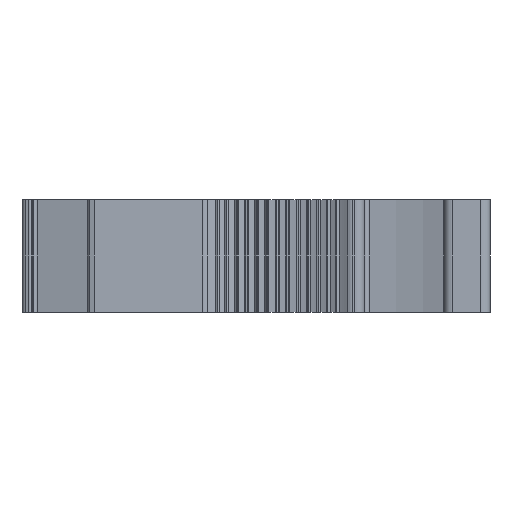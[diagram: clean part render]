
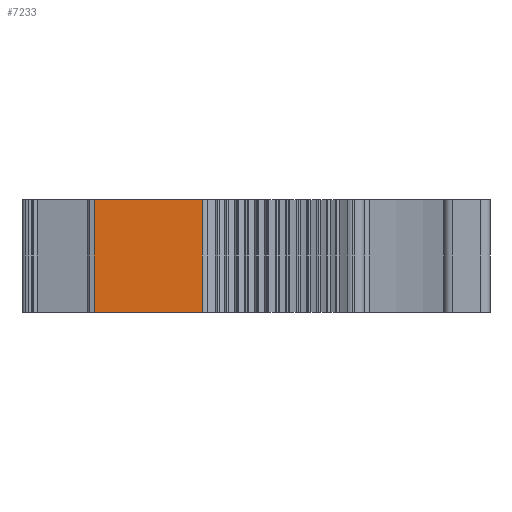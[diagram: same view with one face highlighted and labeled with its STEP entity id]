
A CAD part, left-side view. The second image highlights one B-rep face of the part: STEP entity #7233.
In plain terms, the highlighted planar face has unit normal (-1, 0, 0).
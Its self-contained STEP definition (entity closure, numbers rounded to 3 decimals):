
#2456=DIRECTION('',(0.,-1.,0.));
#2457=VECTOR('',#2456,11.652);
#2458=CARTESIAN_POINT('',(-35.7,17.479,6.1));
#2459=LINE('',#2458,#2457);
#2460=DIRECTION('',(0.,-1.,0.));
#2461=VECTOR('',#2460,11.652);
#2462=CARTESIAN_POINT('',(-35.7,17.479,-6.1));
#2463=LINE('',#2462,#2461);
#2464=DIRECTION('',(0.,0.,1.));
#2465=VECTOR('',#2464,12.2);
#2466=CARTESIAN_POINT('',(-35.7,17.479,-6.1));
#2467=LINE('',#2466,#2465);
#2478=DIRECTION('',(0.,0.,1.));
#2479=VECTOR('',#2478,12.2);
#2480=CARTESIAN_POINT('',(-35.7,5.827,-6.1));
#2481=LINE('',#2480,#2479);
#3951=CARTESIAN_POINT('',(-35.7,17.479,6.1));
#3952=VERTEX_POINT('',#3951);
#3953=CARTESIAN_POINT('',(-35.7,17.479,-6.1));
#3954=VERTEX_POINT('',#3953);
#3955=CARTESIAN_POINT('',(-35.7,5.827,6.1));
#3956=VERTEX_POINT('',#3955);
#3957=CARTESIAN_POINT('',(-35.7,5.827,-6.1));
#3958=VERTEX_POINT('',#3957);
#7220=CARTESIAN_POINT('',(-35.7,17.479,-25.));
#7221=DIRECTION('',(-1.,0.,0.));
#7222=DIRECTION('',(0.,-1.,0.));
#7223=AXIS2_PLACEMENT_3D('',#7220,#7221,#7222);
#7224=PLANE('',#7223);
#7225=ORIENTED_EDGE('',*,*,#4363,.T.);
#7227=ORIENTED_EDGE('',*,*,#7226,.F.);
#7229=ORIENTED_EDGE('',*,*,#7228,.F.);
#7230=ORIENTED_EDGE('',*,*,#7212,.T.);
#7231=EDGE_LOOP('',(#7225,#7227,#7229,#7230));
#7232=FACE_OUTER_BOUND('',#7231,.F.);
#4363=EDGE_CURVE('',#3952,#3956,#2459,.T.);
#7212=EDGE_CURVE('',#3954,#3952,#2467,.T.);
#7226=EDGE_CURVE('',#3958,#3956,#2481,.T.);
#7228=EDGE_CURVE('',#3954,#3958,#2463,.T.);
#7233=ADVANCED_FACE('',(#7232),#7224,.T.);
